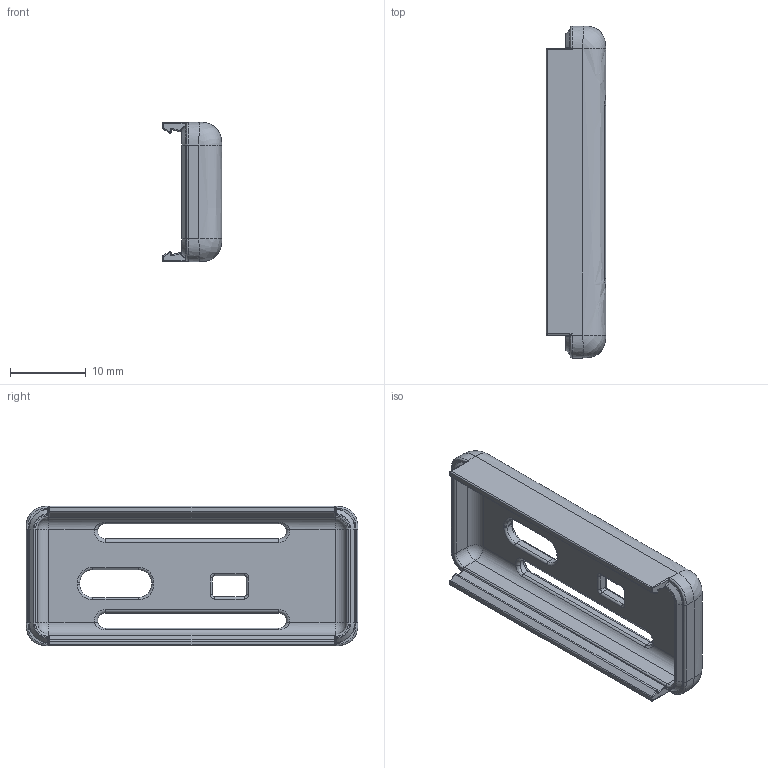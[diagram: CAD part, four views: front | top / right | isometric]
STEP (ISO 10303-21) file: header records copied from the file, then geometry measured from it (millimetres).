
FILE_DESCRIPTION(/* description */ ('STEP AP242','CAx-IF Rec.Pracs.---Representation and Presentation of Product Manufacturing Information (PMI)---4.0---2014-10-13','CAx-IF Rec.Pracs.---3D Tessellated Geometry---0.4---2014-09-14','2;1'),/* implementation_level */ '2;1');
FILE_NAME(/* name */ '66582b85dfa46a2f2af50945',/* time_stamp */ '2024-05-30T07:32:22Z',/* author */ (''),/* organization */ (''),/* preprocessor_version */ 'ST-DEVELOPER v20',/* originating_system */ ' ',/* authorisation */ ' ');
FILE_SCHEMA (('AP242_MANAGED_MODEL_BASED_3D_ENGINEERING_MIM_LF { 1 0 10303 442 1 1 4 }'));
Length unit declared in the file: metre
Products named in the file (1): Part 2
Bounding box: 7.85 x 43.85 x 18.41 mm (x, y, z)
Volume: 1708.4 mm3; surface area: 2690.6 mm2
Topology: 1 solids, 1 shells, 250 faces, 596 edges, 324 vertices
Faces by surface type: cylinder 89, bspline 61, torus 48, plane 40, sphere 8, cone 4
Entity records: 8627 total; most frequent: CARTESIAN_POINT 3292, ORIENTED_EDGE 1152, DIRECTION 1084, EDGE_CURVE 576, AXIS2_PLACEMENT_3D 446, VERTEX_POINT 324, EDGE_LOOP 254, FACE_BOUND 254
